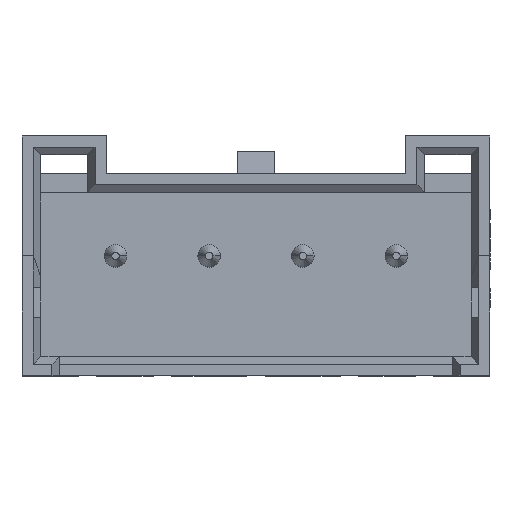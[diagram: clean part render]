
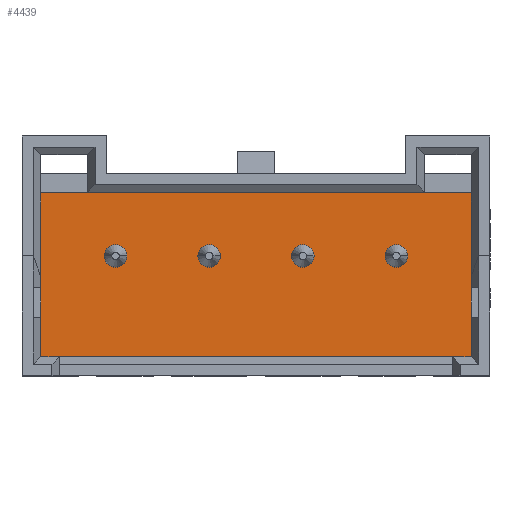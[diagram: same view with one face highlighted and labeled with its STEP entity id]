
A CAD part, top view. The second image highlights one B-rep face of the part: STEP entity #4439.
In plain terms, the highlighted planar face has unit normal (0, 0, 1).
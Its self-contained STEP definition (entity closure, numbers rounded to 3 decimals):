
#81 = DIRECTION ( 'NONE',  ( -1., 0., 0. ) ) ;
#127 = AXIS2_PLACEMENT_3D ( 'NONE', #18942, #4035, #944 ) ;
#137 = VERTEX_POINT ( 'NONE', #7411 ) ;
#444 = CARTESIAN_POINT ( 'NONE',  ( 9.5, 1.7, 1.5 ) ) ;
#516 = DIRECTION ( 'NONE',  ( 0., 0., 1. ) ) ;
#611 = CARTESIAN_POINT ( 'NONE',  ( -0.75, 1.7, 1.5 ) ) ;
#849 = DIRECTION ( 'NONE',  ( -1., 0., 0. ) ) ;
#944 = DIRECTION ( 'NONE',  ( -1., 0., 0. ) ) ;
#1002 = EDGE_LOOP ( 'NONE', ( #16551, #2798 ) ) ;
#1396 = EDGE_CURVE ( 'NONE', #11409, #137, #2577, .T. ) ;
#1423 = FACE_BOUND ( 'NONE', #1002, .T. ) ;
#1449 = CIRCLE ( 'NONE', #16384, 0.3 ) ;
#1615 = CARTESIAN_POINT ( 'NONE',  ( 9.5, -2.7, 1.5 ) ) ;
#2166 = EDGE_CURVE ( 'NONE', #16493, #8278, #11441, .T. ) ;
#2408 = CARTESIAN_POINT ( 'NONE',  ( 2.8, 0., 1.5 ) ) ;
#2529 = VERTEX_POINT ( 'NONE', #10016 ) ;
#2577 = CIRCLE ( 'NONE', #8390, 0.3 ) ;
#2745 = CIRCLE ( 'NONE', #15235, 0.3 ) ;
#2798 = ORIENTED_EDGE ( 'NONE', *, *, #18435, .F. ) ;
#2974 = CIRCLE ( 'NONE', #17223, 0.3 ) ;
#3474 = ORIENTED_EDGE ( 'NONE', *, *, #1396, .F. ) ;
#3703 = CIRCLE ( 'NONE', #19341, 0.3 ) ;
#3978 = DIRECTION ( 'NONE',  ( 0., 0., 1. ) ) ;
#4035 = DIRECTION ( 'NONE',  ( 0., 0., 1. ) ) ;
#4397 = ORIENTED_EDGE ( 'NONE', *, *, #20009, .T. ) ;
#4403 = DIRECTION ( 'NONE',  ( -1., 0., 0. ) ) ;
#4439 = ADVANCED_FACE ( 'NONE', ( #1423, #7610, #9340, #12623, #19209 ), #19099, .F. ) ;
#4549 = CARTESIAN_POINT ( 'NONE',  ( -2., -2.7, 1.5 ) ) ;
#4787 = ORIENTED_EDGE ( 'NONE', *, *, #6766, .T. ) ;
#4926 = ORIENTED_EDGE ( 'NONE', *, *, #10844, .F. ) ;
#5006 = ORIENTED_EDGE ( 'NONE', *, *, #11377, .F. ) ;
#5052 = DIRECTION ( 'NONE',  ( 0., 0., -1. ) ) ;
#5169 = VERTEX_POINT ( 'NONE', #2408 ) ;
#5333 = EDGE_CURVE ( 'NONE', #5169, #6343, #3703, .T. ) ;
#5943 = DIRECTION ( 'NONE',  ( -1., 0., 0. ) ) ;
#6335 = CIRCLE ( 'NONE', #11458, 0.3 ) ;
#6343 = VERTEX_POINT ( 'NONE', #8248 ) ;
#6766 = EDGE_CURVE ( 'NONE', #8278, #15229, #15417, .T. ) ;
#6940 = CARTESIAN_POINT ( 'NONE',  ( 9.5, -2.7, 1.5 ) ) ;
#7411 = CARTESIAN_POINT ( 'NONE',  ( -0.3, 0., 1.5 ) ) ;
#7606 = VERTEX_POINT ( 'NONE', #13689 ) ;
#7610 = FACE_BOUND ( 'NONE', #17766, .T. ) ;
#7612 = DIRECTION ( 'NONE',  ( 0., 0., 1. ) ) ;
#7720 = EDGE_LOOP ( 'NONE', ( #4926, #3474 ) ) ;
#7864 = VECTOR ( 'NONE', #17613, 1000. ) ;
#7868 = VERTEX_POINT ( 'NONE', #19333 ) ;
#8042 = CARTESIAN_POINT ( 'NONE',  ( 0., 0., 1.5 ) ) ;
#8075 = DIRECTION ( 'NONE',  ( 0., 0., 1. ) ) ;
#8248 = CARTESIAN_POINT ( 'NONE',  ( 2.2, 0., 1.5 ) ) ;
#8278 = VERTEX_POINT ( 'NONE', #444 ) ;
#8311 = CIRCLE ( 'NONE', #127, 0.3 ) ;
#8390 = AXIS2_PLACEMENT_3D ( 'NONE', #20511, #12346, #5943 ) ;
#9128 = ORIENTED_EDGE ( 'NONE', *, *, #16117, .F. ) ;
#9236 = VERTEX_POINT ( 'NONE', #20951 ) ;
#9340 = FACE_BOUND ( 'NONE', #11720, .T. ) ;
#9397 = AXIS2_PLACEMENT_3D ( 'NONE', #8042, #5052, #11346 ) ;
#10016 = CARTESIAN_POINT ( 'NONE',  ( 7.2, 0., 1.5 ) ) ;
#10492 = DIRECTION ( 'NONE',  ( -1., 0., 0. ) ) ;
#10844 = EDGE_CURVE ( 'NONE', #137, #11409, #6335, .T. ) ;
#11137 = CARTESIAN_POINT ( 'NONE',  ( 9.5, -2.7, 1.5 ) ) ;
#11246 = DIRECTION ( 'NONE',  ( -1., 0., 0. ) ) ;
#11346 = DIRECTION ( 'NONE',  ( -1., 0., 0. ) ) ;
#11377 = EDGE_CURVE ( 'NONE', #14323, #7868, #2974, .T. ) ;
#11409 = VERTEX_POINT ( 'NONE', #16893 ) ;
#11441 = LINE ( 'NONE', #1615, #14000 ) ;
#11458 = AXIS2_PLACEMENT_3D ( 'NONE', #18556, #3978, #10492 ) ;
#11528 = ORIENTED_EDGE ( 'NONE', *, *, #5333, .F. ) ;
#11529 = EDGE_CURVE ( 'NONE', #2529, #9236, #16550, .T. ) ;
#11720 = EDGE_LOOP ( 'NONE', ( #9128, #11528 ) ) ;
#11929 = DIRECTION ( 'NONE',  ( -1., 0., 0. ) ) ;
#12346 = DIRECTION ( 'NONE',  ( 0., 0., 1. ) ) ;
#12505 = CARTESIAN_POINT ( 'NONE',  ( 7.5, 0., 1.5 ) ) ;
#12623 = FACE_BOUND ( 'NONE', #7720, .T. ) ;
#12724 = CARTESIAN_POINT ( 'NONE',  ( 2.5, 0., 1.5 ) ) ;
#13684 = ORIENTED_EDGE ( 'NONE', *, *, #14537, .F. ) ;
#13689 = CARTESIAN_POINT ( 'NONE',  ( -2., -2.7, 1.5 ) ) ;
#13973 = ORIENTED_EDGE ( 'NONE', *, *, #19673, .T. ) ;
#14000 = VECTOR ( 'NONE', #14713, 1000. ) ;
#14323 = VERTEX_POINT ( 'NONE', #15411 ) ;
#14438 = LINE ( 'NONE', #4549, #7864 ) ;
#14537 = EDGE_CURVE ( 'NONE', #7868, #14323, #1449, .T. ) ;
#14579 = CARTESIAN_POINT ( 'NONE',  ( 7.5, 0., 1.5 ) ) ;
#14713 = DIRECTION ( 'NONE',  ( 0., 1., 0. ) ) ;
#14929 = DIRECTION ( 'NONE',  ( 1., 0., 0. ) ) ;
#15184 = CARTESIAN_POINT ( 'NONE',  ( 5., 0., 1.5 ) ) ;
#15191 = AXIS2_PLACEMENT_3D ( 'NONE', #12505, #18982, #4403 ) ;
#15229 = VERTEX_POINT ( 'NONE', #16057 ) ;
#15235 = AXIS2_PLACEMENT_3D ( 'NONE', #14579, #19175, #16276 ) ;
#15411 = CARTESIAN_POINT ( 'NONE',  ( 4.7, 0., 1.5 ) ) ;
#15417 = LINE ( 'NONE', #611, #19044 ) ;
#16057 = CARTESIAN_POINT ( 'NONE',  ( -2., 1.7, 1.5 ) ) ;
#16117 = EDGE_CURVE ( 'NONE', #6343, #5169, #8311, .T. ) ;
#16276 = DIRECTION ( 'NONE',  ( -1., 0., 0. ) ) ;
#16384 = AXIS2_PLACEMENT_3D ( 'NONE', #17620, #8075, #81 ) ;
#16493 = VERTEX_POINT ( 'NONE', #11137 ) ;
#16550 = CIRCLE ( 'NONE', #15191, 0.3 ) ;
#16551 = ORIENTED_EDGE ( 'NONE', *, *, #11529, .F. ) ;
#16893 = CARTESIAN_POINT ( 'NONE',  ( 0.3, 0., 1.5 ) ) ;
#17223 = AXIS2_PLACEMENT_3D ( 'NONE', #15184, #516, #11929 ) ;
#17613 = DIRECTION ( 'NONE',  ( 0., -1., 0. ) ) ;
#17620 = CARTESIAN_POINT ( 'NONE',  ( 5., 0., 1.5 ) ) ;
#17766 = EDGE_LOOP ( 'NONE', ( #5006, #13684 ) ) ;
#18435 = EDGE_CURVE ( 'NONE', #9236, #2529, #2745, .T. ) ;
#18556 = CARTESIAN_POINT ( 'NONE',  ( 0., 0., 1.5 ) ) ;
#18942 = CARTESIAN_POINT ( 'NONE',  ( 2.5, 0., 1.5 ) ) ;
#18982 = DIRECTION ( 'NONE',  ( 0., 0., 1. ) ) ;
#19044 = VECTOR ( 'NONE', #849, 1000. ) ;
#19099 = PLANE ( 'NONE',  #9397 ) ;
#19175 = DIRECTION ( 'NONE',  ( 0., 0., 1. ) ) ;
#19209 = FACE_OUTER_BOUND ( 'NONE', #20220, .T. ) ;
#19333 = CARTESIAN_POINT ( 'NONE',  ( 5.3, 0., 1.5 ) ) ;
#19341 = AXIS2_PLACEMENT_3D ( 'NONE', #12724, #7612, #11246 ) ;
#19531 = LINE ( 'NONE', #6940, #20095 ) ;
#19673 = EDGE_CURVE ( 'NONE', #15229, #7606, #14438, .T. ) ;
#20009 = EDGE_CURVE ( 'NONE', #7606, #16493, #19531, .T. ) ;
#20095 = VECTOR ( 'NONE', #14929, 1000. ) ;
#20220 = EDGE_LOOP ( 'NONE', ( #20876, #4787, #13973, #4397 ) ) ;
#20511 = CARTESIAN_POINT ( 'NONE',  ( 0., 0., 1.5 ) ) ;
#20876 = ORIENTED_EDGE ( 'NONE', *, *, #2166, .T. ) ;
#20951 = CARTESIAN_POINT ( 'NONE',  ( 7.8, 0., 1.5 ) ) ;
